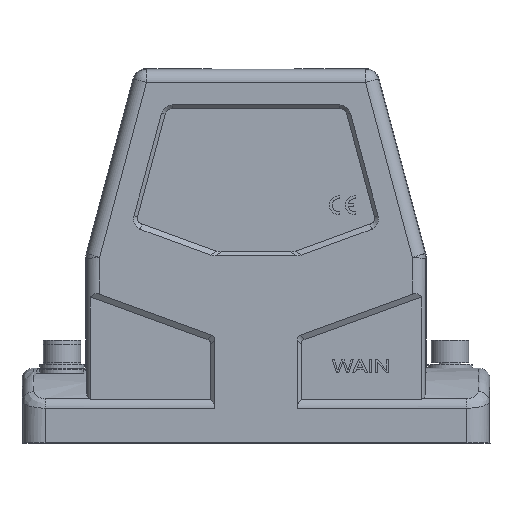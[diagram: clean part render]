
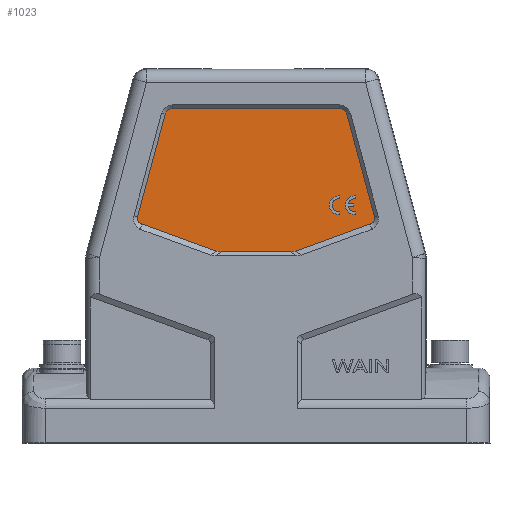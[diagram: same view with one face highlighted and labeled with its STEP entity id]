
A CAD part, top view. The second image highlights one B-rep face of the part: STEP entity #1023.
In plain terms, the highlighted planar face has unit normal (0, 0, 1).
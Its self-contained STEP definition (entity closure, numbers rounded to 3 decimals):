
#204=FACE_BOUND('',#2381,.T.);
#205=FACE_BOUND('',#2382,.T.);
#206=FACE_BOUND('',#2383,.T.);
#560=B_SPLINE_CURVE_WITH_KNOTS('',3,(#12996,#12997,#12998,#12999),
 .UNSPECIFIED.,.F.,.F.,(4,4),(0.,1.),.UNSPECIFIED.);
#561=B_SPLINE_CURVE_WITH_KNOTS('',3,(#13009,#13010,#13011,#13012,#13013),
 .UNSPECIFIED.,.F.,.F.,(4,1,4),(0.,0.5,1.),.UNSPECIFIED.);
#571=B_SPLINE_CURVE_WITH_KNOTS('',3,(#13110,#13111,#13112,#13113,#13114),
 .UNSPECIFIED.,.F.,.F.,(4,1,4),(0.,0.5,1.),.UNSPECIFIED.);
#572=B_SPLINE_CURVE_WITH_KNOTS('',3,(#13225,#13226,#13227,#13228),
 .UNSPECIFIED.,.F.,.F.,(4,4),(0.,1.),.UNSPECIFIED.);
#1023=ADVANCED_FACE('',(#204,#205,#206),#1595,.T.);
#1595=PLANE('',#9682);
#2381=EDGE_LOOP('',(#4454,#4455,#4456,#4457));
#2382=EDGE_LOOP('',(#4458,#4459,#4460,#4461,#4462,#4463,#4464,#4465));
#2383=EDGE_LOOP('',(#4466,#4467,#4468,#4469,#4470,#4471,#4472,#4473,#4474,
#4475,#4476,#4477));
#3015=LINE('',#13007,#3660);
#3017=LINE('',#13061,#3662);
#3018=LINE('',#13072,#3663);
#3019=LINE('',#13093,#3664);
#3022=LINE('',#13143,#3667);
#3029=LINE('',#13162,#3674);
#3033=LINE('',#13174,#3678);
#3037=LINE('',#13186,#3682);
#3040=LINE('',#13192,#3685);
#3042=LINE('',#13195,#3687);
#3047=LINE('',#13211,#3692);
#3050=LINE('',#13219,#3695);
#3051=LINE('',#13223,#3696);
#3660=VECTOR('',#10538,1.);
#3662=VECTOR('',#10542,1.);
#3663=VECTOR('',#10551,1.);
#3664=VECTOR('',#10560,1.);
#3667=VECTOR('',#10565,1.);
#3674=VECTOR('',#10580,1.);
#3678=VECTOR('',#10592,1.);
#3682=VECTOR('',#10604,1.);
#3685=VECTOR('',#10609,1.);
#3687=VECTOR('',#10613,1.);
#3692=VECTOR('',#10628,1.);
#3695=VECTOR('',#10637,1.);
#3696=VECTOR('',#10644,1.);
#4454=ORIENTED_EDGE('',*,*,#8044,.F.);
#4455=ORIENTED_EDGE('',*,*,#8042,.T.);
#4456=ORIENTED_EDGE('',*,*,#8040,.F.);
#4457=ORIENTED_EDGE('',*,*,#8045,.F.);
#4458=ORIENTED_EDGE('',*,*,#8031,.F.);
#4459=ORIENTED_EDGE('',*,*,#8028,.F.);
#4460=ORIENTED_EDGE('',*,*,#8025,.T.);
#4461=ORIENTED_EDGE('',*,*,#8022,.F.);
#4462=ORIENTED_EDGE('',*,*,#8019,.F.);
#4463=ORIENTED_EDGE('',*,*,#8016,.F.);
#4464=ORIENTED_EDGE('',*,*,#8013,.T.);
#4465=ORIENTED_EDGE('',*,*,#8033,.F.);
#4466=ORIENTED_EDGE('',*,*,#8046,.F.);
#4467=ORIENTED_EDGE('',*,*,#7981,.T.);
#4468=ORIENTED_EDGE('',*,*,#7985,.F.);
#4469=ORIENTED_EDGE('',*,*,#7986,.F.);
#4470=ORIENTED_EDGE('',*,*,#7991,.F.);
#4471=ORIENTED_EDGE('',*,*,#7992,.F.);
#4472=ORIENTED_EDGE('',*,*,#7995,.F.);
#4473=ORIENTED_EDGE('',*,*,#7998,.T.);
#4474=ORIENTED_EDGE('',*,*,#8001,.T.);
#4475=ORIENTED_EDGE('',*,*,#8006,.F.);
#4476=ORIENTED_EDGE('',*,*,#8007,.T.);
#4477=ORIENTED_EDGE('',*,*,#8047,.T.);
#7100=VERTEX_POINT('',#12995);
#7101=VERTEX_POINT('',#13000);
#7103=VERTEX_POINT('',#13006);
#7104=VERTEX_POINT('',#13014);
#7107=VERTEX_POINT('',#13060);
#7108=VERTEX_POINT('',#13064);
#7110=VERTEX_POINT('',#13073);
#7112=VERTEX_POINT('',#13085);
#7114=VERTEX_POINT('',#13094);
#7117=VERTEX_POINT('',#13109);
#7118=VERTEX_POINT('',#13144);
#7120=VERTEX_POINT('',#13150);
#7123=VERTEX_POINT('',#13155);
#7124=VERTEX_POINT('',#13159);
#7126=VERTEX_POINT('',#13165);
#7128=VERTEX_POINT('',#13171);
#7130=VERTEX_POINT('',#13177);
#7132=VERTEX_POINT('',#13183);
#7134=VERTEX_POINT('',#13189);
#7140=VERTEX_POINT('',#13208);
#7141=VERTEX_POINT('',#13210);
#7142=VERTEX_POINT('',#13214);
#7143=VERTEX_POINT('',#13218);
#7144=VERTEX_POINT('',#13224);
#7981=EDGE_CURVE('',#7101,#7100,#560,.T.);
#7985=EDGE_CURVE('',#7103,#7100,#3015,.T.);
#7986=EDGE_CURVE('',#7104,#7103,#561,.T.);
#7991=EDGE_CURVE('',#7107,#7104,#3017,.T.);
#7992=EDGE_CURVE('',#7108,#7107,#9329,.T.);
#7995=EDGE_CURVE('',#7110,#7108,#3018,.T.);
#7998=EDGE_CURVE('',#7110,#7112,#9331,.T.);
#8001=EDGE_CURVE('',#7112,#7114,#3019,.T.);
#8006=EDGE_CURVE('',#7117,#7114,#571,.T.);
#8007=EDGE_CURVE('',#7117,#7118,#3022,.T.);
#8013=EDGE_CURVE('',#7120,#7123,#9334,.T.);
#8016=EDGE_CURVE('',#7120,#7124,#3029,.T.);
#8019=EDGE_CURVE('',#7124,#7126,#9336,.T.);
#8022=EDGE_CURVE('',#7126,#7128,#3033,.T.);
#8025=EDGE_CURVE('',#7130,#7128,#9338,.T.);
#8028=EDGE_CURVE('',#7130,#7132,#3037,.T.);
#8031=EDGE_CURVE('',#7132,#7134,#3040,.T.);
#8033=EDGE_CURVE('',#7134,#7123,#3042,.T.);
#8040=EDGE_CURVE('',#7141,#7140,#3047,.T.);
#8042=EDGE_CURVE('',#7142,#7140,#9341,.T.);
#8044=EDGE_CURVE('',#7142,#7143,#3050,.T.);
#8045=EDGE_CURVE('',#7143,#7141,#9342,.T.);
#8046=EDGE_CURVE('',#7101,#7144,#3051,.T.);
#8047=EDGE_CURVE('',#7118,#7144,#572,.T.);
#9329=CIRCLE('',#9649,2.);
#9331=CIRCLE('',#9653,2.);
#9334=CIRCLE('',#9659,1.746);
#9336=CIRCLE('',#9663,2.5);
#9338=CIRCLE('',#9667,1.746);
#9341=CIRCLE('',#9677,1.746);
#9342=CIRCLE('',#9680,2.5);
#9649=AXIS2_PLACEMENT_3D('',#13063,#10545,#10546);
#9653=AXIS2_PLACEMENT_3D('',#13084,#10554,#10555);
#9659=AXIS2_PLACEMENT_3D('',#13156,#10574,#10575);
#9663=AXIS2_PLACEMENT_3D('',#13168,#10586,#10587);
#9667=AXIS2_PLACEMENT_3D('',#13180,#10598,#10599);
#9677=AXIS2_PLACEMENT_3D('',#13215,#10632,#10633);
#9680=AXIS2_PLACEMENT_3D('',#13221,#10640,#10641);
#9682=AXIS2_PLACEMENT_3D('',#13229,#10645,#10646);
#10538=DIRECTION('',(-0.94,-0.342,0.));
#10542=DIRECTION('',(0.259,-0.966,0.));
#10545=DIRECTION('',(0.,0.,-1.));
#10546=DIRECTION('',(0.,1.,0.));
#10551=DIRECTION('',(1.,0.,0.));
#10554=DIRECTION('',(0.,0.,1.));
#10555=DIRECTION('',(0.,1.,0.));
#10560=DIRECTION('',(-0.259,-0.966,0.));
#10565=DIRECTION('',(0.94,-0.342,0.));
#10574=DIRECTION('',(0.,0.,1.));
#10575=DIRECTION('',(0.152,0.988,0.));
#10580=DIRECTION('',(0.,1.,0.));
#10586=DIRECTION('',(0.,0.,1.));
#10587=DIRECTION('',(0.109,0.994,0.));
#10592=DIRECTION('',(0.,1.,0.));
#10598=DIRECTION('',(0.,0.,1.));
#10599=DIRECTION('',(-0.977,-0.214,0.));
#10604=DIRECTION('',(1.,0.,0.));
#10609=DIRECTION('',(0.,1.,0.));
#10613=DIRECTION('',(-1.,0.,0.));
#10628=DIRECTION('',(0.,1.,0.));
#10632=DIRECTION('',(0.,0.,1.));
#10633=DIRECTION('',(0.152,0.988,0.));
#10637=DIRECTION('',(0.,1.,0.));
#10640=DIRECTION('',(0.,0.,1.));
#10641=DIRECTION('',(0.109,0.994,0.));
#10644=DIRECTION('',(-1.,0.,0.));
#10645=DIRECTION('',(0.,0.,1.));
#10646=DIRECTION('',(1.,0.,0.));
#12995=CARTESIAN_POINT('',(10.456,51.183,27.5));
#12996=CARTESIAN_POINT('',(9.272,51.,27.5));
#12997=CARTESIAN_POINT('',(9.726,51.,27.5));
#12998=CARTESIAN_POINT('',(10.121,51.061,27.5));
#12999=CARTESIAN_POINT('',(10.456,51.183,27.5));
#13000=CARTESIAN_POINT('',(9.272,51.,27.5));
#13006=CARTESIAN_POINT('',(30.695,58.549,27.5));
#13007=CARTESIAN_POINT('',(30.695,58.549,27.5));
#13009=CARTESIAN_POINT('',(31.631,60.347,27.5));
#13010=CARTESIAN_POINT('',(31.727,59.989,27.5));
#13011=CARTESIAN_POINT('',(31.64,59.2,27.5));
#13012=CARTESIAN_POINT('',(31.043,58.677,27.5));
#13013=CARTESIAN_POINT('',(30.695,58.549,27.5));
#13014=CARTESIAN_POINT('',(31.631,60.347,27.5));
#13060=CARTESIAN_POINT('',(24.275,87.799,27.5));
#13061=CARTESIAN_POINT('',(24.275,87.799,27.5));
#13063=CARTESIAN_POINT('',(22.343,87.282,27.5));
#13064=CARTESIAN_POINT('',(22.343,89.282,27.5));
#13072=CARTESIAN_POINT('',(-22.344,89.282,27.5));
#13073=CARTESIAN_POINT('',(-22.344,89.282,27.5));
#13084=CARTESIAN_POINT('',(-22.343,87.282,27.5));
#13085=CARTESIAN_POINT('',(-24.275,87.8,27.5));
#13093=CARTESIAN_POINT('',(-24.275,87.799,27.5));
#13094=CARTESIAN_POINT('',(-31.631,60.347,27.5));
#13109=CARTESIAN_POINT('',(-30.695,58.549,27.5));
#13110=CARTESIAN_POINT('',(-30.695,58.549,27.5));
#13111=CARTESIAN_POINT('',(-31.043,58.677,27.5));
#13112=CARTESIAN_POINT('',(-31.64,59.2,27.5));
#13113=CARTESIAN_POINT('',(-31.727,59.989,27.5));
#13114=CARTESIAN_POINT('',(-31.631,60.347,27.5));
#13143=CARTESIAN_POINT('',(-30.695,58.549,27.5));
#13144=CARTESIAN_POINT('',(-10.456,51.183,27.5));
#13150=CARTESIAN_POINT('',(26.608,65.23,27.5));
#13155=CARTESIAN_POINT('',(24.639,63.887,27.5));
#13156=CARTESIAN_POINT('',(26.343,63.504,27.5));
#13159=CARTESIAN_POINT('',(26.608,65.994,27.5));
#13162=CARTESIAN_POINT('',(26.608,65.23,27.5));
#13165=CARTESIAN_POINT('',(26.608,61.024,27.5));
#13168=CARTESIAN_POINT('',(26.335,63.509,27.5));
#13171=CARTESIAN_POINT('',(26.608,61.778,27.5));
#13174=CARTESIAN_POINT('',(26.608,61.024,27.5));
#13177=CARTESIAN_POINT('',(24.637,63.131,27.5));
#13180=CARTESIAN_POINT('',(26.343,63.504,27.5));
#13183=CARTESIAN_POINT('',(26.092,63.131,27.5));
#13186=CARTESIAN_POINT('',(24.637,63.131,27.5));
#13189=CARTESIAN_POINT('',(26.092,63.887,27.5));
#13192=CARTESIAN_POINT('',(26.092,63.131,27.5));
#13195=CARTESIAN_POINT('',(26.092,63.887,27.5));
#13208=CARTESIAN_POINT('',(22.367,61.783,27.5));
#13210=CARTESIAN_POINT('',(22.367,61.028,27.5));
#13211=CARTESIAN_POINT('',(22.367,61.028,27.5));
#13214=CARTESIAN_POINT('',(22.367,65.235,27.5));
#13215=CARTESIAN_POINT('',(22.102,63.509,27.5));
#13218=CARTESIAN_POINT('',(22.367,65.998,27.5));
#13219=CARTESIAN_POINT('',(22.367,65.235,27.5));
#13221=CARTESIAN_POINT('',(22.094,63.513,27.5));
#13223=CARTESIAN_POINT('',(9.272,51.,27.5));
#13224=CARTESIAN_POINT('',(-9.272,51.,27.5));
#13225=CARTESIAN_POINT('',(-10.456,51.183,27.5));
#13226=CARTESIAN_POINT('',(-10.121,51.061,27.5));
#13227=CARTESIAN_POINT('',(-9.726,51.,27.5));
#13228=CARTESIAN_POINT('',(-9.272,51.,27.5));
#13229=CARTESIAN_POINT('',(0.,0.,27.5));
